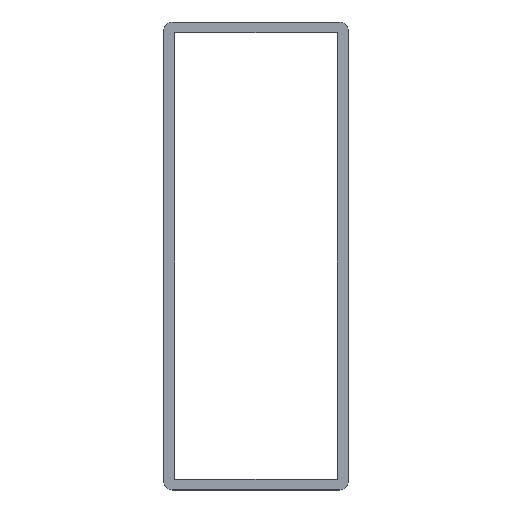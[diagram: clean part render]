
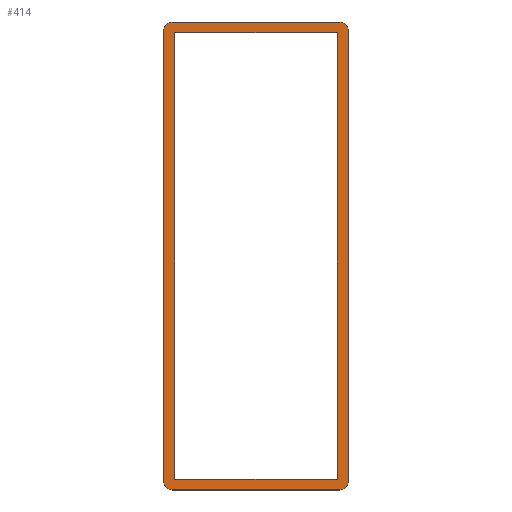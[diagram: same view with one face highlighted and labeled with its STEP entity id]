
A CAD part, top view. The second image highlights one B-rep face of the part: STEP entity #414.
In plain terms, the highlighted planar face has unit normal (0, 0, 1).
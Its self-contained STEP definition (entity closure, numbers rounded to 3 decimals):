
#2 = ORIENTED_EDGE ( 'NONE', *, *, #79, .T. ) ;
#12 = CARTESIAN_POINT ( 'NONE',  ( 97.5, -272.5, 3. ) ) ;
#15 = LINE ( 'NONE', #338, #205 ) ;
#16 = EDGE_CURVE ( 'NONE', #71, #325, #277, .T. ) ;
#19 = EDGE_CURVE ( '����1', #230, #289, #336, .T. ) ;
#20 = LINE ( 'NONE', #382, #232 ) ;
#25 = CARTESIAN_POINT ( 'NONE',  ( 97.5, -262.5, 3. ) ) ;
#33 = EDGE_CURVE ( 'NONE', #191, #204, #245, .T. ) ;
#35 = DIRECTION ( 'NONE',  ( -1., 0., 0. ) ) ;
#47 = VERTEX_POINT ( 'NONE', #207 ) ;
#49 = EDGE_CURVE ( 'NONE', #289, #432, #389, .T. ) ;
#59 = EDGE_CURVE ( 'NONE', #458, #257, #15, .T. ) ;
#60 = DIRECTION ( 'NONE',  ( 1., 0., 0. ) ) ;
#61 = EDGE_CURVE ( 'NONE', #372, #458, #306, .T. ) ;
#65 = CARTESIAN_POINT ( 'NONE',  ( 107.5, -272.5, 3. ) ) ;
#71 = VERTEX_POINT ( 'NONE', #449 ) ;
#72 = AXIS2_PLACEMENT_3D ( 'NONE', #348, #252, #35 ) ;
#75 = EDGE_CURVE ( 'NONE', #47, #463, #417, .T. ) ;
#79 = EDGE_CURVE ( 'NONE', #257, #191, #168, .T. ) ;
#83 = ORIENTED_EDGE ( 'NONE', *, *, #140, .T. ) ;
#98 = LINE ( 'NONE', #240, #440 ) ;
#101 = DIRECTION ( 'NONE',  ( 0., -1., 0. ) ) ;
#103 = DIRECTION ( 'NONE',  ( -1., 0., 0. ) ) ;
#112 = CARTESIAN_POINT ( 'NONE',  ( -94.8, 259.8, 3. ) ) ;
#129 = ORIENTED_EDGE ( 'NONE', *, *, #59, .T. ) ;
#136 = CARTESIAN_POINT ( 'NONE',  ( 107.5, -262.5, 3. ) ) ;
#140 = EDGE_CURVE ( 'NONE', #204, #230, #447, .T. ) ;
#141 = AXIS2_PLACEMENT_3D ( 'NONE', #25, #384, #376 ) ;
#146 = ORIENTED_EDGE ( 'NONE', *, *, #49, .T. ) ;
#157 = ORIENTED_EDGE ( 'NONE', *, *, #456, .T. ) ;
#167 = ORIENTED_EDGE ( 'NONE', *, *, #61, .T. ) ;
#168 = CIRCLE ( 'NONE', #343, 10. ) ;
#173 = DIRECTION ( 'NONE',  ( 0., 0., -1. ) ) ;
#176 = CARTESIAN_POINT ( 'NONE',  ( -107.5, -272.5, 3. ) ) ;
#177 = CARTESIAN_POINT ( 'NONE',  ( -97.5, 262.5, 3. ) ) ;
#191 = VERTEX_POINT ( 'NONE', #249 ) ;
#203 = DIRECTION ( 'NONE',  ( 0., -1., 0. ) ) ;
#204 = VERTEX_POINT ( 'NONE', #285 ) ;
#205 = VECTOR ( 'NONE', #103, 1000. ) ;
#207 = CARTESIAN_POINT ( 'NONE',  ( 94.8, 259.8, 3. ) ) ;
#212 = FACE_OUTER_BOUND ( 'NONE', #360, .T. ) ;
#213 = CARTESIAN_POINT ( 'NONE',  ( -94.8, 259.8, 3. ) ) ;
#218 = VECTOR ( 'NONE', #101, 1000. ) ;
#230 = VERTEX_POINT ( 'NONE', #364 ) ;
#232 = VECTOR ( 'NONE', #203, 1000. ) ;
#236 = DIRECTION ( 'NONE',  ( -1., 0., 0. ) ) ;
#240 = CARTESIAN_POINT ( 'NONE',  ( 94.8, 259.8, 3. ) ) ;
#242 = DIRECTION ( 'NONE',  ( 0., 1., 0. ) ) ;
#245 = LINE ( 'NONE', #378, #218 ) ;
#249 = CARTESIAN_POINT ( 'NONE',  ( -107.5, 262.5, 3. ) ) ;
#252 = DIRECTION ( 'NONE',  ( 0., 0., 1. ) ) ;
#257 = VERTEX_POINT ( 'NONE', #368 ) ;
#261 = ORIENTED_EDGE ( 'NONE', *, *, #379, .F. ) ;
#263 = VECTOR ( 'NONE', #345, 1000. ) ;
#265 = AXIS2_PLACEMENT_3D ( 'NONE', #337, #173, #236 ) ;
#270 = CARTESIAN_POINT ( 'NONE',  ( -94.8, -259.8, 3. ) ) ;
#274 = LINE ( 'NONE', #65, #352 ) ;
#277 = LINE ( 'NONE', #270, #411 ) ;
#283 = ORIENTED_EDGE ( 'NONE', *, *, #33, .T. ) ;
#285 = CARTESIAN_POINT ( 'NONE',  ( -107.5, -262.5, 3. ) ) ;
#289 = VERTEX_POINT ( 'NONE', #12 ) ;
#301 = DIRECTION ( 'NONE',  ( -1., 0., 0. ) ) ;
#305 = DIRECTION ( 'NONE',  ( 0., 0., 1. ) ) ;
#306 = CIRCLE ( 'NONE', #452, 10. ) ;
#309 = DIRECTION ( 'NONE',  ( 0., 0., 1. ) ) ;
#316 = ORIENTED_EDGE ( 'NONE', *, *, #16, .F. ) ;
#325 = VERTEX_POINT ( 'NONE', #405 ) ;
#336 = LINE ( 'NONE', #176, #341 ) ;
#337 = CARTESIAN_POINT ( 'NONE',  ( -107.5, 272.5, 3. ) ) ;
#338 = CARTESIAN_POINT ( 'NONE',  ( -107.5, 272.5, 3. ) ) ;
#341 = VECTOR ( 'NONE', #444, 1000. ) ;
#343 = AXIS2_PLACEMENT_3D ( 'NONE', #177, #309, #451 ) ;
#344 = CARTESIAN_POINT ( 'NONE',  ( 97.5, 272.5, 3. ) ) ;
#345 = DIRECTION ( 'NONE',  ( -1., 0., 0. ) ) ;
#348 = CARTESIAN_POINT ( 'NONE',  ( -97.5, -262.5, 3. ) ) ;
#352 = VECTOR ( 'NONE', #416, 1000. ) ;
#360 = EDGE_LOOP ( 'NONE', ( #401, #146, #157, #167, #129, #2, #283, #83 ) ) ;
#364 = CARTESIAN_POINT ( 'NONE',  ( -97.5, -272.5, 3. ) ) ;
#367 = ORIENTED_EDGE ( 'NONE', *, *, #418, .F. ) ;
#368 = CARTESIAN_POINT ( 'NONE',  ( -97.5, 272.5, 3. ) ) ;
#370 = PLANE ( 'NONE',  #265 ) ;
#372 = VERTEX_POINT ( 'NONE', #399 ) ;
#376 = DIRECTION ( 'NONE',  ( -1., 0., 0. ) ) ;
#378 = CARTESIAN_POINT ( 'NONE',  ( -107.5, -272.5, 3. ) ) ;
#379 = EDGE_CURVE ( 'NONE', #463, #71, #20, .T. ) ;
#381 = CARTESIAN_POINT ( 'NONE',  ( 97.5, 262.5, 3. ) ) ;
#382 = CARTESIAN_POINT ( 'NONE',  ( -94.8, 259.8, 3. ) ) ;
#384 = DIRECTION ( 'NONE',  ( 0., 0., 1. ) ) ;
#385 = ORIENTED_EDGE ( 'NONE', *, *, #75, .F. ) ;
#389 = CIRCLE ( 'NONE', #141, 10. ) ;
#395 = EDGE_LOOP ( 'NONE', ( #261, #385, #367, #316 ) ) ;
#399 = CARTESIAN_POINT ( 'NONE',  ( 107.5, 262.5, 3. ) ) ;
#401 = ORIENTED_EDGE ( 'NONE', *, *, #19, .T. ) ;
#405 = CARTESIAN_POINT ( 'NONE',  ( 94.8, -259.8, 3. ) ) ;
#411 = VECTOR ( 'NONE', #60, 1000. ) ;
#414 = ADVANCED_FACE ( '��1', ( #212, #450 ), #370, .F. ) ;
#416 = DIRECTION ( 'NONE',  ( 0., 1., 0. ) ) ;
#417 = LINE ( 'NONE', #213, #263 ) ;
#418 = EDGE_CURVE ( 'NONE', #325, #47, #98, .T. ) ;
#432 = VERTEX_POINT ( 'NONE', #136 ) ;
#440 = VECTOR ( 'NONE', #242, 1000. ) ;
#444 = DIRECTION ( 'NONE',  ( 1., 0., 0. ) ) ;
#447 = CIRCLE ( 'NONE', #72, 10. ) ;
#449 = CARTESIAN_POINT ( 'NONE',  ( -94.8, -259.8, 3. ) ) ;
#450 = FACE_BOUND ( 'NONE', #395, .T. ) ;
#451 = DIRECTION ( 'NONE',  ( -1., 0., 0. ) ) ;
#452 = AXIS2_PLACEMENT_3D ( 'NONE', #381, #305, #301 ) ;
#456 = EDGE_CURVE ( '����4', #432, #372, #274, .T. ) ;
#458 = VERTEX_POINT ( 'NONE', #344 ) ;
#463 = VERTEX_POINT ( 'NONE', #112 ) ;
